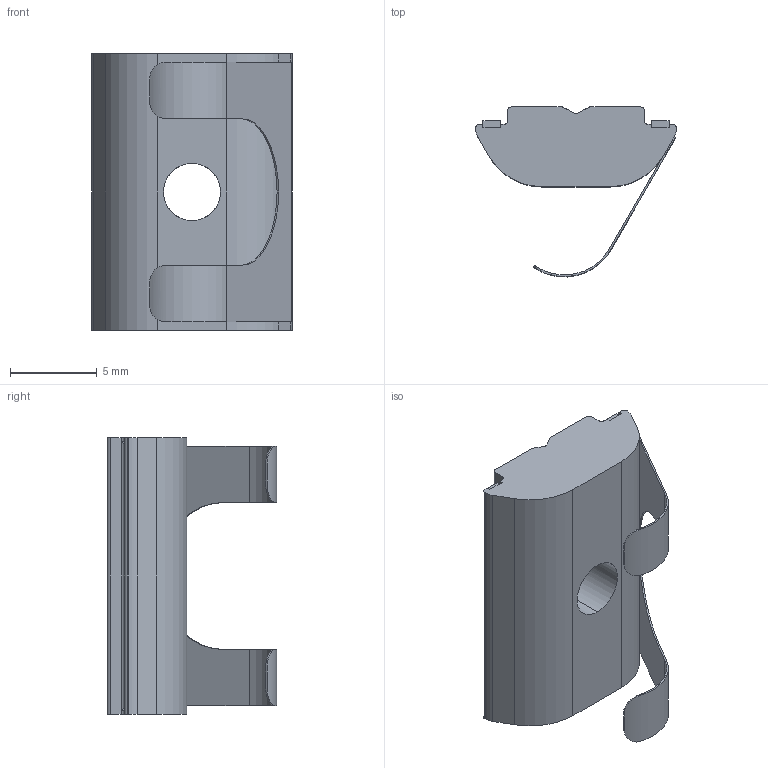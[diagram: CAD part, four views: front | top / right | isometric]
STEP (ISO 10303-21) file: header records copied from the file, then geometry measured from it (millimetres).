
FILE_DESCRIPTION(('FreeCAD Model'),'2;1');
FILE_NAME('Open CASCADE Shape Model','2024-03-19T12:32:13',(''),(''), 'Open CASCADE STEP processor 7.6','FreeCAD','Unknown');
FILE_SCHEMA(('AUTOMOTIVE_DESIGN { 1 0 10303 214 1 1 1 1 }'));
Length unit declared in the file: millimetre
Products named in the file (1): STB8-ERM4
Bounding box: 11.6 x 9.8 x 16 mm (x, y, z)
Volume: 650.8 mm3; surface area: 745.4 mm2
Topology: 1 solids, 1 shells, 83 faces, 234 edges, 152 vertices
Faces by surface type: plane 55, cylinder 28
Entity records: 6641 total; most frequent: CARTESIAN_POINT 2048, DIRECTION 831, LINE 558, VECTOR 558, ORIENTED_EDGE 468, PCURVE 468, DEFINITIONAL_REPRESENTATION 468, EDGE_CURVE 234
